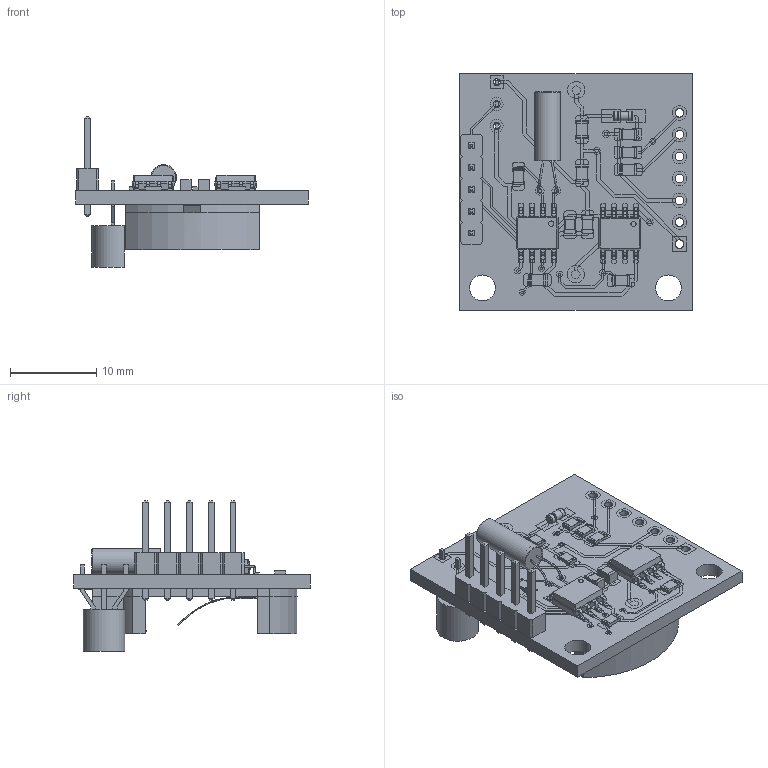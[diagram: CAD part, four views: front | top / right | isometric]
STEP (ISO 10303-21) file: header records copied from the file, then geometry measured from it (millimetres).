
FILE_DESCRIPTION(('FreeCAD Model'),'2;1');
FILE_NAME('TinyRTC_1307_cp.step','2019-12-24T18:13:04',('kicad StepUp'),( 'ksu MCAD'),'Open CASCADE STEP processor 7.3','FreeCAD','Unknown');
FILE_SCHEMA(('AUTOMOTIVE_DESIGN { 1 0 10303 214 1 1 1 1 }'));
Products named in the file (1): TinyRTC_1307_cp
Bounding box: 27 x 27.5 x 17.44 mm (x, y, z)
Volume: 1949 mm3; surface area: 4865.4 mm2
Topology: 24 solids, 182 shells, 1223 faces, 6834 edges, 5819 vertices
Faces by surface type: plane 937, cylinder 207, bspline 68, extrusion 8, revolution 2, torus 1
Full cylindrical faces by diameter (mm): 0.5 x2, 0.6 x2, 0.8 x3, 1 x12, 1.05 x2, 1.07 x1, 1.1 x2, 2.8 x3, 3 x3
Entity records: 75419 total; most frequent: CARTESIAN_POINT 14923, ORIENTED_EDGE 9614, DIRECTION 9448, EDGE_CURVE 6834, VECTOR 6254, LINE 6246, VERTEX_POINT 5819, AXIS2_PLACEMENT_3D 1596
